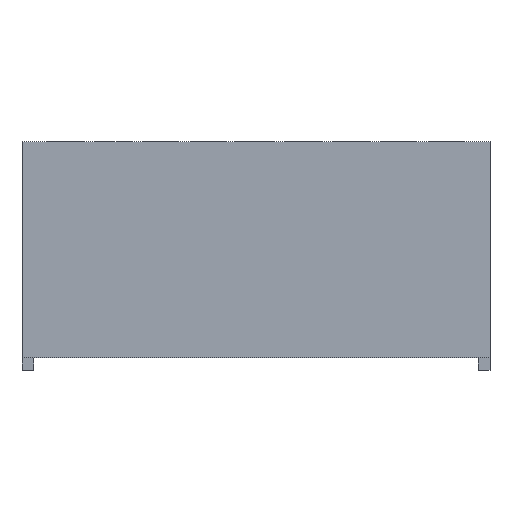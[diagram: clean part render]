
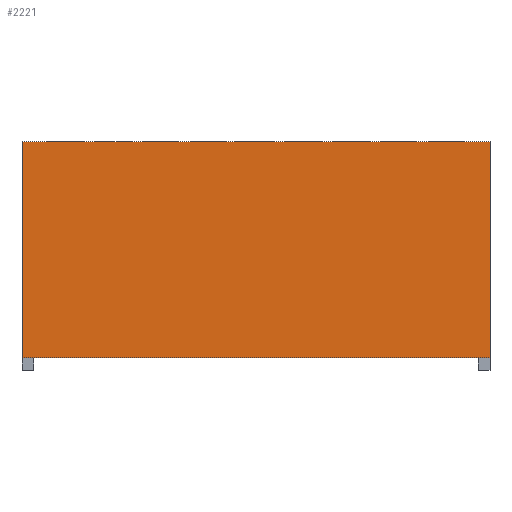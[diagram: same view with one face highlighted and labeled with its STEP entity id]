
A CAD part, front view. The second image highlights one B-rep face of the part: STEP entity #2221.
In plain terms, the highlighted planar face has unit normal (0, -1, 0).
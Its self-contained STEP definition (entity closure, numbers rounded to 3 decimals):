
#127 = PLANE ( 'NONE',  #2670 ) ;
#214 = LINE ( 'NONE', #1614, #498 ) ;
#267 = DIRECTION ( 'NONE',  ( 0., 0., -1. ) ) ;
#361 = DIRECTION ( 'NONE',  ( 0., -1., 0. ) ) ;
#428 = VERTEX_POINT ( 'NONE', #742 ) ;
#498 = VECTOR ( 'NONE', #1809, 1000. ) ;
#548 = DIRECTION ( 'NONE',  ( 0., 0., 1. ) ) ;
#589 = VECTOR ( 'NONE', #267, 1000. ) ;
#666 = LINE ( 'NONE', #678, #1579 ) ;
#678 = CARTESIAN_POINT ( 'NONE',  ( 32.5, 2.3, 30. ) ) ;
#742 = CARTESIAN_POINT ( 'NONE',  ( 32.5, 2.3, 0. ) ) ;
#999 = VERTEX_POINT ( 'NONE', #1340 ) ;
#1105 = EDGE_CURVE ( 'NONE', #999, #2881, #1412, .T. ) ;
#1148 = ORIENTED_EDGE ( 'NONE', *, *, #2552, .T. ) ;
#1340 = CARTESIAN_POINT ( 'NONE',  ( -32.5, 2.3, 30. ) ) ;
#1372 = CARTESIAN_POINT ( 'NONE',  ( -32.5, 2.3, 0. ) ) ;
#1412 = LINE ( 'NONE', #2570, #589 ) ;
#1441 = EDGE_CURVE ( 'NONE', #2634, #999, #666, .T. ) ;
#1491 = DIRECTION ( 'NONE',  ( 0., 0., -1. ) ) ;
#1579 = VECTOR ( 'NONE', #1611, 1000. ) ;
#1611 = DIRECTION ( 'NONE',  ( -1., 0., 0. ) ) ;
#1614 = CARTESIAN_POINT ( 'NONE',  ( -32.5, 2.3, 0. ) ) ;
#1700 = CARTESIAN_POINT ( 'NONE',  ( 32.5, 2.3, 30. ) ) ;
#1708 = LINE ( 'NONE', #2630, #3011 ) ;
#1809 = DIRECTION ( 'NONE',  ( 1., 0., 0. ) ) ;
#1983 = ORIENTED_EDGE ( 'NONE', *, *, #1441, .T. ) ;
#2095 = EDGE_CURVE ( 'NONE', #428, #2634, #1708, .T. ) ;
#2221 = ADVANCED_FACE ( 'NONE', ( #2445 ), #127, .T. ) ;
#2445 = FACE_OUTER_BOUND ( 'NONE', #2858, .T. ) ;
#2552 = EDGE_CURVE ( 'NONE', #2881, #428, #214, .T. ) ;
#2570 = CARTESIAN_POINT ( 'NONE',  ( -32.5, 2.3, 30. ) ) ;
#2598 = ORIENTED_EDGE ( 'NONE', *, *, #2095, .T. ) ;
#2630 = CARTESIAN_POINT ( 'NONE',  ( 32.5, 2.3, 0. ) ) ;
#2634 = VERTEX_POINT ( 'NONE', #1700 ) ;
#2647 = CARTESIAN_POINT ( 'NONE',  ( 0., 2.3, 0. ) ) ;
#2670 = AXIS2_PLACEMENT_3D ( 'NONE', #2647, #361, #1491 ) ;
#2854 = ORIENTED_EDGE ( 'NONE', *, *, #1105, .T. ) ;
#2858 = EDGE_LOOP ( 'NONE', ( #2854, #1148, #2598, #1983 ) ) ;
#2881 = VERTEX_POINT ( 'NONE', #1372 ) ;
#3011 = VECTOR ( 'NONE', #548, 1000. ) ;
